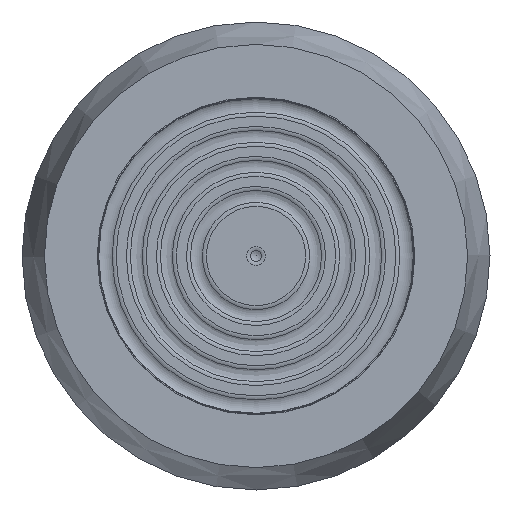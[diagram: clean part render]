
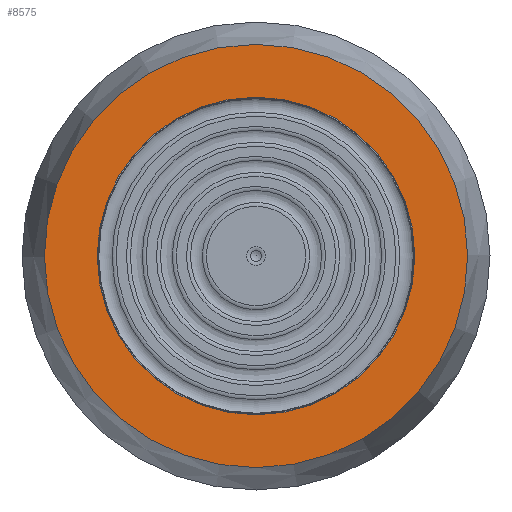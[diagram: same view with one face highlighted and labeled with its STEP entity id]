
A CAD part, left-side view. The second image highlights one B-rep face of the part: STEP entity #8575.
In plain terms, the highlighted planar face has unit normal (-1, 0, 0).
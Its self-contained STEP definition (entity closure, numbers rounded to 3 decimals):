
#1072=FACE_BOUND('',#2167,.T.);
#1126=PLANE('',#9094);
#1629=FACE_OUTER_BOUND('',#2166,.T.);
#2166=EDGE_LOOP('',(#7842));
#2167=EDGE_LOOP('',(#7843));
#3238=CIRCLE('',#9086,19.);
#3243=CIRCLE('',#9095,25.321);
#4077=VERTEX_POINT('',#27501);
#4080=VERTEX_POINT('',#27514);
#5341=EDGE_CURVE('',#4077,#4077,#3238,.T.);
#5347=EDGE_CURVE('',#4080,#4080,#3243,.T.);
#7842=ORIENTED_EDGE('',*,*,#5347,.F.);
#7843=ORIENTED_EDGE('',*,*,#5341,.T.);
#8575=ADVANCED_FACE('',(#1629,#1072),#1126,.T.);
#9086=AXIS2_PLACEMENT_3D('',#27502,#10340,#10341);
#9094=AXIS2_PLACEMENT_3D('',#27513,#10357,#10358);
#9095=AXIS2_PLACEMENT_3D('',#27515,#10359,#10360);
#10340=DIRECTION('center_axis',(1.,0.,0.));
#10341=DIRECTION('ref_axis',(0.,1.,0.));
#10357=DIRECTION('center_axis',(-1.,0.,0.));
#10358=DIRECTION('ref_axis',(0.,0.,1.));
#10359=DIRECTION('center_axis',(1.,0.,0.));
#10360=DIRECTION('ref_axis',(0.,0.,-1.));
#27501=CARTESIAN_POINT('',(-37.,-19.,0.));
#27502=CARTESIAN_POINT('Origin',(-37.,0.,0.));
#27513=CARTESIAN_POINT('Origin',(-37.,25.321,0.));
#27514=CARTESIAN_POINT('',(-37.,-25.321,0.));
#27515=CARTESIAN_POINT('Origin',(-37.,0.,0.));
